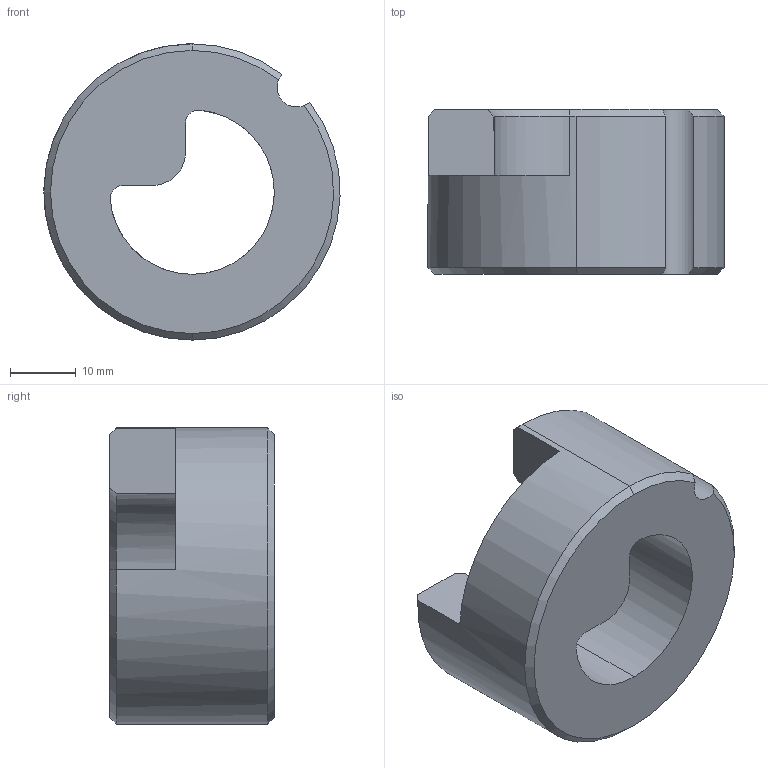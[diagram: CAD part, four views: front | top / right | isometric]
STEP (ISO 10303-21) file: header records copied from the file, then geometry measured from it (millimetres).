
FILE_DESCRIPTION (( 'STEP AP203' ), '1' );
FILE_NAME ('MATRICE_COIN_5MM.STEP', '2016-02-05T16:49:11', ( '' ), ( '' ), 'SwSTEP 2.0', 'SolidWorks 2014', '' );
FILE_SCHEMA (( 'CONFIG_CONTROL_DESIGN' ));
Length unit declared in the file: millimetre
Products named in the file (1): MATRICE_COIN_5MM
Bounding box: 44.99 x 25 x 45 mm (x, y, z)
Volume: 25877.1 mm3; surface area: 7467.2 mm2
Topology: 1 solids, 1 shells, 27 faces, 73 edges, 47 vertices
Faces by surface type: cylinder 11, cone 9, plane 7
Entity records: 951 total; most frequent: CARTESIAN_POINT 172, DIRECTION 156, ORIENTED_EDGE 146, EDGE_CURVE 73, AXIS2_PLACEMENT_3D 63, VERTEX_POINT 47, CIRCLE 35, VECTOR 30
